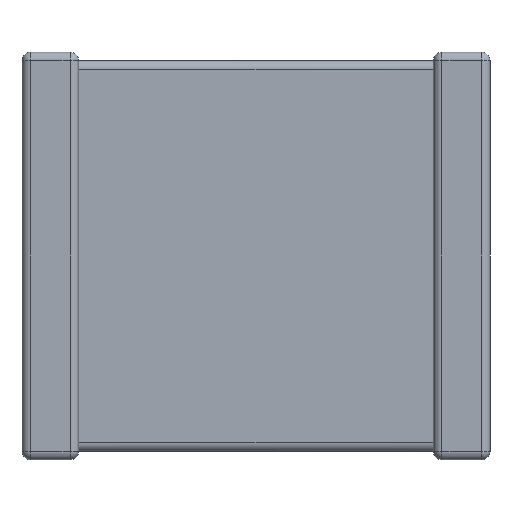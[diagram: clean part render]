
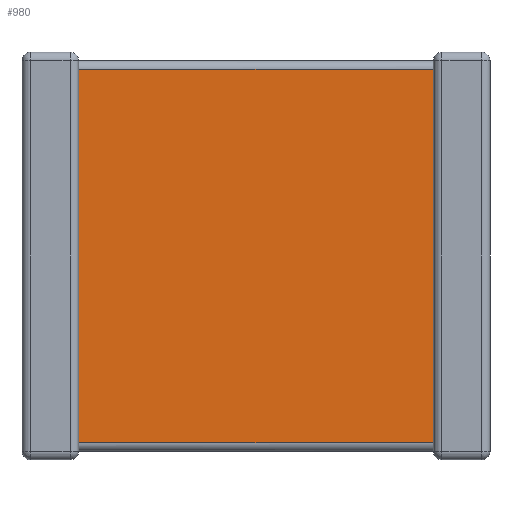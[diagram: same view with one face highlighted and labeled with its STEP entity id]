
A CAD part, front view. The second image highlights one B-rep face of the part: STEP entity #980.
In plain terms, the highlighted planar face has unit normal (0, -1, 0).
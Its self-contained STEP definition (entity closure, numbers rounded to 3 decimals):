
#225 = DIRECTION ( 'NONE',  ( 0., 0., 1. ) ) ;
#685 = EDGE_CURVE ( 'NONE', #865, #2529, #867, .T. ) ;
#750 = ORIENTED_EDGE ( 'NONE', *, *, #685, .T. ) ;
#793 = DIRECTION ( 'NONE',  ( -1., 0., 0. ) ) ;
#865 = VERTEX_POINT ( 'NONE', #4133 ) ;
#867 = LINE ( 'NONE', #2960, #3004 ) ;
#980 = ADVANCED_FACE ( 'NONE', ( #3601 ), #3258, .T. ) ;
#1054 = CARTESIAN_POINT ( 'NONE',  ( 0.75, 0.112, -0.225 ) ) ;
#1171 = EDGE_CURVE ( 'NONE', #2961, #865, #2722, .T. ) ;
#1217 = EDGE_LOOP ( 'NONE', ( #4043, #4439, #3699, #750 ) ) ;
#1263 = CARTESIAN_POINT ( 'NONE',  ( 5.45, 0.112, -5.4 ) ) ;
#1327 = EDGE_CURVE ( 'NONE', #4545, #2529, #4551, .T. ) ;
#1411 = DIRECTION ( 'NONE',  ( 0., -1., 0. ) ) ;
#1724 = VECTOR ( 'NONE', #225, 1000. ) ;
#1745 = LINE ( 'NONE', #3874, #2302 ) ;
#2108 = VECTOR ( 'NONE', #2695, 1000. ) ;
#2302 = VECTOR ( 'NONE', #3197, 1000. ) ;
#2529 = VERTEX_POINT ( 'NONE', #1054 ) ;
#2695 = DIRECTION ( 'NONE',  ( 0., 0., 1. ) ) ;
#2722 = LINE ( 'NONE', #1263, #2108 ) ;
#2960 = CARTESIAN_POINT ( 'NONE',  ( 0.75, 0.112, -0.225 ) ) ;
#2961 = VERTEX_POINT ( 'NONE', #3491 ) ;
#3004 = VECTOR ( 'NONE', #793, 1000. ) ;
#3178 = CARTESIAN_POINT ( 'NONE',  ( 0.75, 0.112, -5.175 ) ) ;
#3197 = DIRECTION ( 'NONE',  ( 1., 0., 0. ) ) ;
#3258 = PLANE ( 'NONE',  #4264 ) ;
#3491 = CARTESIAN_POINT ( 'NONE',  ( 5.45, 0.112, -5.175 ) ) ;
#3601 = FACE_OUTER_BOUND ( 'NONE', #1217, .T. ) ;
#3699 = ORIENTED_EDGE ( 'NONE', *, *, #1171, .T. ) ;
#3874 = CARTESIAN_POINT ( 'NONE',  ( 5.45, 0.112, -5.175 ) ) ;
#4043 = ORIENTED_EDGE ( 'NONE', *, *, #1327, .F. ) ;
#4133 = CARTESIAN_POINT ( 'NONE',  ( 5.45, 0.112, -0.225 ) ) ;
#4264 = AXIS2_PLACEMENT_3D ( 'NONE', #4639, #1411, #4293 ) ;
#4293 = DIRECTION ( 'NONE',  ( 0., 0., -1. ) ) ;
#4439 = ORIENTED_EDGE ( 'NONE', *, *, #4578, .T. ) ;
#4519 = CARTESIAN_POINT ( 'NONE',  ( 0.75, 0.112, -5.4 ) ) ;
#4545 = VERTEX_POINT ( 'NONE', #3178 ) ;
#4551 = LINE ( 'NONE', #4519, #1724 ) ;
#4578 = EDGE_CURVE ( 'NONE', #4545, #2961, #1745, .T. ) ;
#4639 = CARTESIAN_POINT ( 'NONE',  ( 0.75, 0.112, -5.4 ) ) ;
